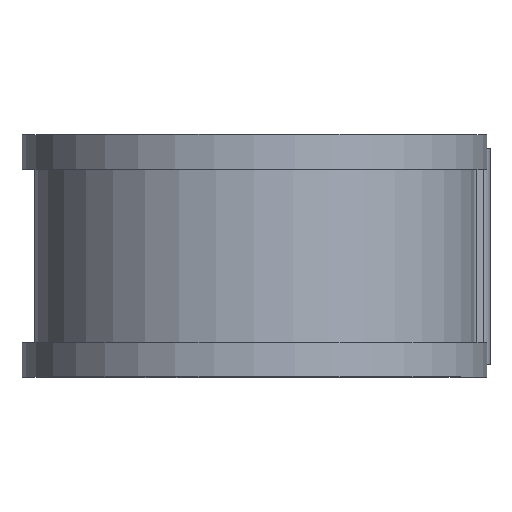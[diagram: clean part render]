
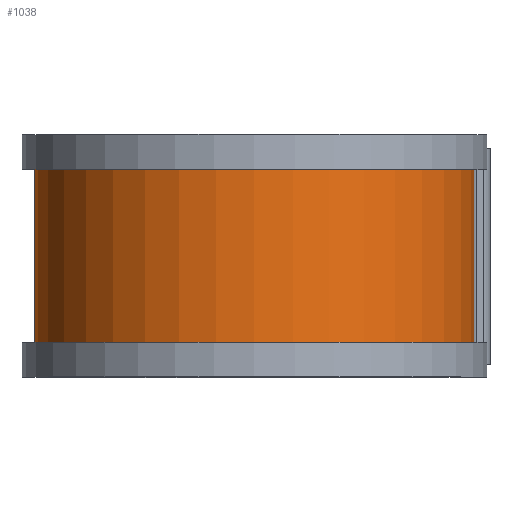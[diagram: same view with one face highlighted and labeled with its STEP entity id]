
A CAD part, top view. The second image highlights one B-rep face of the part: STEP entity #1038.
In plain terms, the highlighted cylindrical face has radius 25.756 mm (diameter 51.511 mm), a partial arc.
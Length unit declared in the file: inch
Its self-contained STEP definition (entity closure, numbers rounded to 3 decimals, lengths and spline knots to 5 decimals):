
#42 = VERTEX_POINT ( 'NONE', #958 ) ;
#60 = FACE_OUTER_BOUND ( 'NONE', #409, .T. ) ;
#140 = CARTESIAN_POINT ( 'NONE',  ( 0., 0.4, 0. ) ) ;
#223 = CARTESIAN_POINT ( 'NONE',  ( 1.014, -0.4, 0. ) ) ;
#319 = DIRECTION ( 'NONE',  ( 0., 0., -1. ) ) ;
#325 = VERTEX_POINT ( 'NONE', #223 ) ;
#332 = CIRCLE ( 'NONE', #1454, 1.014 ) ;
#409 = EDGE_LOOP ( 'NONE', ( #1415, #761, #1384, #1578 ) ) ;
#555 = DIRECTION ( 'NONE',  ( 0., -1., 0. ) ) ;
#618 = AXIS2_PLACEMENT_3D ( 'NONE', #651, #1087, #1382 ) ;
#626 = EDGE_CURVE ( 'NONE', #42, #1344, #768, .T. ) ;
#651 = CARTESIAN_POINT ( 'NONE',  ( 0., 0.5, 0. ) ) ;
#737 = DIRECTION ( 'NONE',  ( 0., -1., 0. ) ) ;
#761 = ORIENTED_EDGE ( 'NONE', *, *, #995, .T. ) ;
#768 = LINE ( 'NONE', #988, #1333 ) ;
#774 = DIRECTION ( 'NONE',  ( 0., -1., 0. ) ) ;
#869 = CIRCLE ( 'NONE', #1354, 1.014 ) ;
#933 = DIRECTION ( 'NONE',  ( 0., -1., 0. ) ) ;
#958 = CARTESIAN_POINT ( 'NONE',  ( 0., 0.4, -1.014 ) ) ;
#962 = CYLINDRICAL_SURFACE ( 'NONE', #618, 1.014 ) ;
#963 = EDGE_CURVE ( 'NONE', #1557, #325, #1677, .T. ) ;
#988 = CARTESIAN_POINT ( 'NONE',  ( 0., 0.5, -1.014 ) ) ;
#995 = EDGE_CURVE ( 'NONE', #1557, #42, #869, .T. ) ;
#998 = CARTESIAN_POINT ( 'NONE',  ( 0., -0.4, -1.014 ) ) ;
#1008 = EDGE_CURVE ( 'NONE', #325, #1344, #332, .T. ) ;
#1038 = ADVANCED_FACE ( 'NONE', ( #60 ), #962, .T. ) ;
#1087 = DIRECTION ( 'NONE',  ( 0., -1., 0. ) ) ;
#1204 = CARTESIAN_POINT ( 'NONE',  ( 1.014, 0.4, 0. ) ) ;
#1222 = CARTESIAN_POINT ( 'NONE',  ( 0., -0.4, 0. ) ) ;
#1234 = VECTOR ( 'NONE', #737, 39.37008 ) ;
#1333 = VECTOR ( 'NONE', #774, 39.37008 ) ;
#1344 = VERTEX_POINT ( 'NONE', #998 ) ;
#1354 = AXIS2_PLACEMENT_3D ( 'NONE', #140, #933, #319 ) ;
#1367 = CARTESIAN_POINT ( 'NONE',  ( 1.014, 0.5, 0. ) ) ;
#1380 = DIRECTION ( 'NONE',  ( 0., 0., -1. ) ) ;
#1382 = DIRECTION ( 'NONE',  ( 0., 0., -1. ) ) ;
#1384 = ORIENTED_EDGE ( 'NONE', *, *, #626, .T. ) ;
#1415 = ORIENTED_EDGE ( 'NONE', *, *, #963, .F. ) ;
#1454 = AXIS2_PLACEMENT_3D ( 'NONE', #1222, #555, #1380 ) ;
#1557 = VERTEX_POINT ( 'NONE', #1204 ) ;
#1578 = ORIENTED_EDGE ( 'NONE', *, *, #1008, .F. ) ;
#1677 = LINE ( 'NONE', #1367, #1234 ) ;
